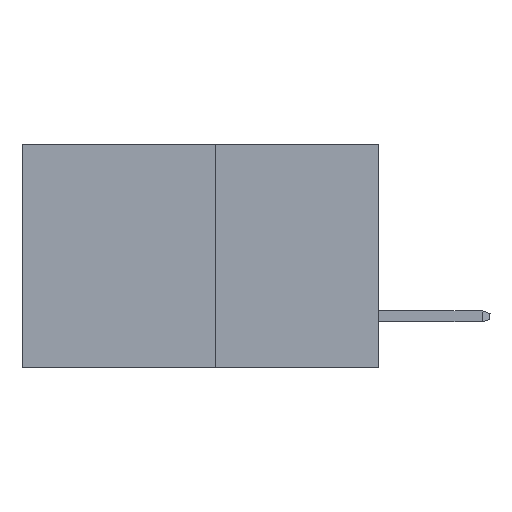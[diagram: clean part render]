
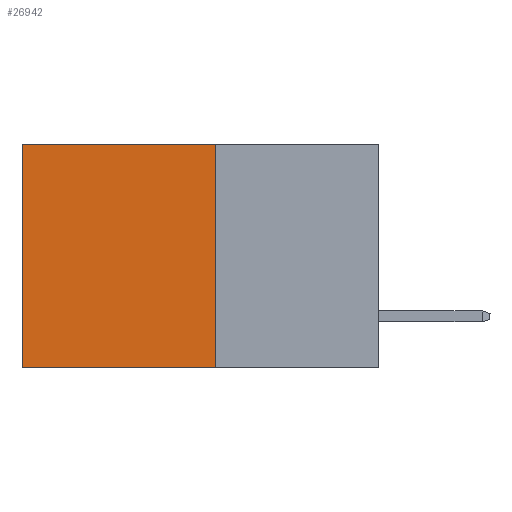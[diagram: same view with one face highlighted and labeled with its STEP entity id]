
A CAD part, left-side view. The second image highlights one B-rep face of the part: STEP entity #26942.
In plain terms, the highlighted planar face has unit normal (-1, 0, 0).
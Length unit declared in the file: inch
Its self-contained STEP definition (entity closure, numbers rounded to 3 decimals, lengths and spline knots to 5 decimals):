
#665 = VECTOR ( 'NONE', #27429, 39.37008 ) ;
#1675 = DIRECTION ( 'NONE',  ( 1., 0., 0. ) ) ;
#1841 = CARTESIAN_POINT ( 'NONE',  ( 0.277, 0.59, 0. ) ) ;
#3365 = ORIENTED_EDGE ( 'NONE', *, *, #15794, .T. ) ;
#3527 = CARTESIAN_POINT ( 'NONE',  ( 0.277, 0.27, -0.37 ) ) ;
#4814 = CARTESIAN_POINT ( 'NONE',  ( 0.277, 0.27, -0.37 ) ) ;
#7773 = ORIENTED_EDGE ( 'NONE', *, *, #12537, .F. ) ;
#8202 = CARTESIAN_POINT ( 'NONE',  ( 0.277, 0.27, -0.37 ) ) ;
#8598 = LINE ( 'NONE', #3527, #665 ) ;
#8842 = VERTEX_POINT ( 'NONE', #27882 ) ;
#9555 = CARTESIAN_POINT ( 'NONE',  ( 0.277, 0.27, -0.37 ) ) ;
#9587 = FACE_OUTER_BOUND ( 'NONE', #31064, .T. ) ;
#9714 = VECTOR ( 'NONE', #20776, 39.37008 ) ;
#10204 = DIRECTION ( 'NONE',  ( 0., 0., -1. ) ) ;
#12104 = DIRECTION ( 'NONE',  ( 0., 0., -1. ) ) ;
#12537 = EDGE_CURVE ( 'NONE', #19519, #26588, #8598, .T. ) ;
#13879 = VECTOR ( 'NONE', #12104, 39.37008 ) ;
#14891 = VECTOR ( 'NONE', #25537, 39.37008 ) ;
#15794 = EDGE_CURVE ( 'NONE', #28170, #26588, #21760, .T. ) ;
#16575 = LINE ( 'NONE', #9555, #14891 ) ;
#19506 = ORIENTED_EDGE ( 'NONE', *, *, #19874, .T. ) ;
#19519 = VERTEX_POINT ( 'NONE', #8202 ) ;
#19874 = EDGE_CURVE ( 'NONE', #8842, #28170, #25578, .T. ) ;
#20118 = CARTESIAN_POINT ( 'NONE',  ( 0.277, 0.59, -0.37 ) ) ;
#20776 = DIRECTION ( 'NONE',  ( 0., 1., 0. ) ) ;
#21760 = LINE ( 'NONE', #20118, #13879 ) ;
#22756 = AXIS2_PLACEMENT_3D ( 'NONE', #4814, #1675, #10204 ) ;
#25537 = DIRECTION ( 'NONE',  ( 0., 0., -1. ) ) ;
#25578 = LINE ( 'NONE', #31492, #9714 ) ;
#26162 = PLANE ( 'NONE',  #22756 ) ;
#26588 = VERTEX_POINT ( 'NONE', #32234 ) ;
#26942 = ADVANCED_FACE ( 'NONE', ( #9587 ), #26162, .F. ) ;
#27429 = DIRECTION ( 'NONE',  ( 0., 1., 0. ) ) ;
#27882 = CARTESIAN_POINT ( 'NONE',  ( 0.277, 0.27, 0. ) ) ;
#28170 = VERTEX_POINT ( 'NONE', #1841 ) ;
#30999 = EDGE_CURVE ( 'NONE', #8842, #19519, #16575, .T. ) ;
#31064 = EDGE_LOOP ( 'NONE', ( #3365, #7773, #31072, #19506 ) ) ;
#31072 = ORIENTED_EDGE ( 'NONE', *, *, #30999, .F. ) ;
#31492 = CARTESIAN_POINT ( 'NONE',  ( 0.277, 0.27, 0. ) ) ;
#32234 = CARTESIAN_POINT ( 'NONE',  ( 0.277, 0.59, -0.37 ) ) ;
